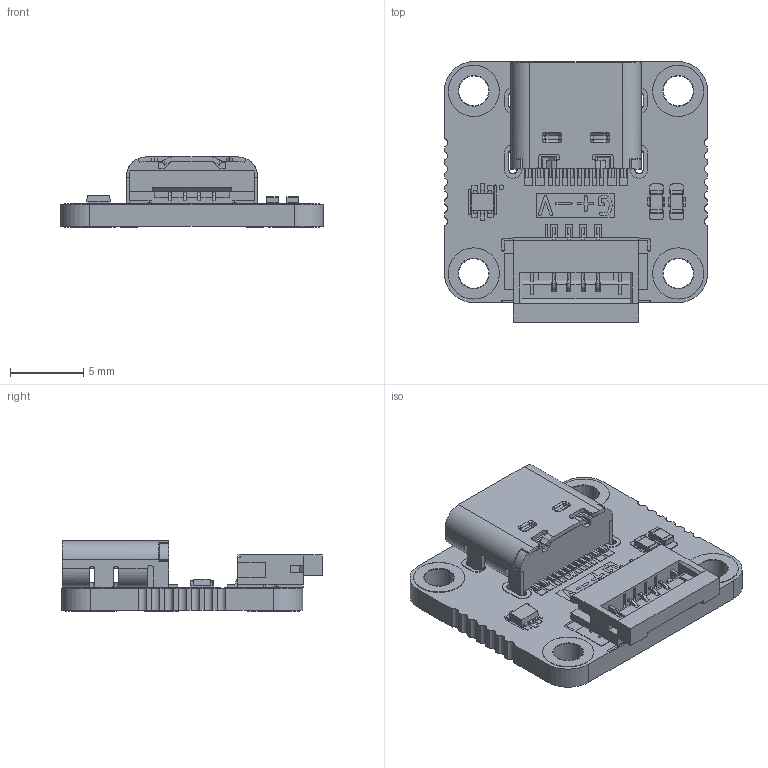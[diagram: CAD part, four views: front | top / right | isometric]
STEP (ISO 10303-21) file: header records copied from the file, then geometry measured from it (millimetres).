
FILE_DESCRIPTION(('KiCad electronic assembly'),'2;1');
FILE_NAME('u1.step','2025-06-17T01:06:39',('Pcbnew'),('Kicad'), 'Open CASCADE STEP processor 7.8','KiCad to STEP converter','Unknown' );
FILE_SCHEMA(('AUTOMOTIVE_DESIGN { 1 0 10303 214 1 1 1 1 }'));
Length unit declared in the file: millimetre
Products named in the file (13): u1 1; HRO_TYPE-C-31-M-12_colored; R_0603_1608Metric; SOT-666; 686104148922+(rev1); 686104148922; 6861xx148922_Patte; 6861xx148922_Patte2; 6861xx148922_Pin; 686104148922_Actuator; u1_pad; u1_silkscreen; u1_PCB
Assembly tree (16 placements, depth 3):
  u1 1
    HRO_TYPE-C-31-M-12_colored
    R_0603_1608Metric  x2
    SOT-666
    686104148922+(rev1)
      686104148922
      6861xx148922_Patte
      6861xx148922_Patte2
      6861xx148922_Pin  x4
      686104148922_Actuator
    u1_pad
    u1_silkscreen
    u1_PCB
Bounding box: 18 x 17.85 x 4.79 mm (x, y, z)
Volume: 599.2 mm3; surface area: 1956 mm2
Topology: 72 solids, 83 shells, 1464 faces, 3806 edges, 2448 vertices
Faces by surface type: plane 1003, cylinder 381, sphere 32, torus 28, bspline 14, cone 6
Full cylindrical faces by diameter (mm): 0.65 x2, 2.05 x12, 2.1 x8, 3.5 x8
Entity records: 42444 total; most frequent: CARTESIAN_POINT 7075, DIRECTION 6740, ORIENTED_EDGE 6622, EDGE_CURVE 3373, LINE 2586, VECTOR 2586, VERTEX_POINT 2182, AXIS2_PLACEMENT_3D 2077
